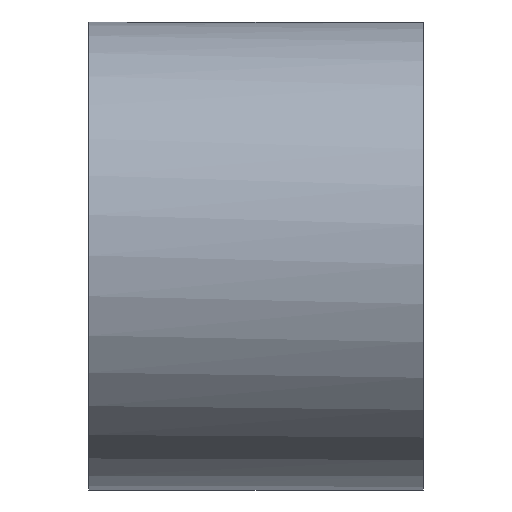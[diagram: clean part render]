
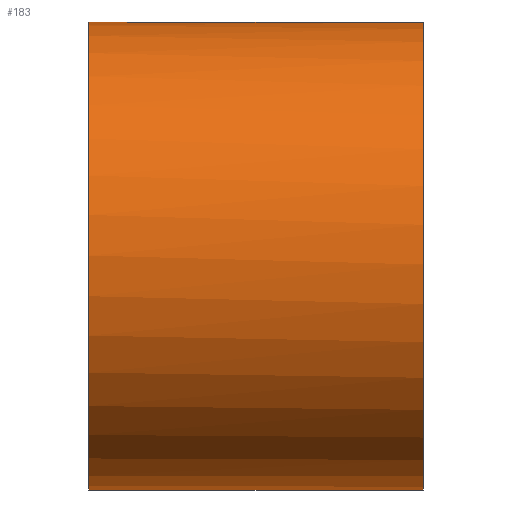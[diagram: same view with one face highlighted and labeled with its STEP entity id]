
A CAD part, top view. The second image highlights one B-rep face of the part: STEP entity #183.
In plain terms, the highlighted cylindrical face has radius 3.5 mm (diameter 7 mm), a full revolution.
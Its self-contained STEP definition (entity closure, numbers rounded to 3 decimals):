
#31=FACE_OUTER_BOUND('',#43,.T.);
#43=EDGE_LOOP('',(#162,#163,#164,#165,#166,#167,#168,#169));
#54=LINE('',#313,#68);
#57=LINE('',#318,#71);
#58=LINE('',#323,#72);
#68=VECTOR('',#258,10.);
#71=VECTOR('',#263,10.);
#72=VECTOR('',#270,3.5);
#75=CIRCLE('',#204,3.5);
#76=CIRCLE('',#205,3.5);
#81=CIRCLE('',#215,3.5);
#82=CIRCLE('',#217,3.5);
#89=VERTEX_POINT('',#292);
#90=VERTEX_POINT('',#294);
#91=VERTEX_POINT('',#296);
#96=VERTEX_POINT('',#312);
#97=VERTEX_POINT('',#316);
#98=VERTEX_POINT('',#322);
#107=EDGE_CURVE('',#89,#90,#75,.T.);
#108=EDGE_CURVE('',#90,#91,#76,.T.);
#116=EDGE_CURVE('',#96,#91,#54,.T.);
#119=EDGE_CURVE('',#89,#97,#57,.T.);
#120=EDGE_CURVE('',#97,#96,#81,.T.);
#121=EDGE_CURVE('',#90,#98,#58,.T.);
#122=EDGE_CURVE('',#98,#98,#82,.T.);
#162=ORIENTED_EDGE('',*,*,#119,.T.);
#163=ORIENTED_EDGE('',*,*,#120,.T.);
#164=ORIENTED_EDGE('',*,*,#116,.T.);
#165=ORIENTED_EDGE('',*,*,#108,.F.);
#166=ORIENTED_EDGE('',*,*,#121,.T.);
#167=ORIENTED_EDGE('',*,*,#122,.T.);
#168=ORIENTED_EDGE('',*,*,#121,.F.);
#169=ORIENTED_EDGE('',*,*,#107,.F.);
#174=CYLINDRICAL_SURFACE('',#216,3.5);
#183=ADVANCED_FACE('',(#31),#174,.T.);
#204=AXIS2_PLACEMENT_3D('',#295,#237,#238);
#205=AXIS2_PLACEMENT_3D('',#297,#239,#240);
#215=AXIS2_PLACEMENT_3D('',#320,#266,#267);
#216=AXIS2_PLACEMENT_3D('',#321,#268,#269);
#217=AXIS2_PLACEMENT_3D('',#324,#271,#272);
#237=DIRECTION('center_axis',(1.,0.,0.));
#238=DIRECTION('ref_axis',(0.,1.,0.));
#239=DIRECTION('center_axis',(1.,0.,0.));
#240=DIRECTION('ref_axis',(0.,1.,0.));
#258=DIRECTION('',(1.,0.,0.));
#263=DIRECTION('',(-1.,0.,0.));
#266=DIRECTION('center_axis',(-1.,0.,0.));
#267=DIRECTION('ref_axis',(0.,1.,0.));
#268=DIRECTION('center_axis',(1.,0.,0.));
#269=DIRECTION('ref_axis',(0.,1.,0.));
#270=DIRECTION('',(-1.,0.,0.));
#271=DIRECTION('center_axis',(1.,0.,0.));
#272=DIRECTION('ref_axis',(0.,1.,0.));
#292=CARTESIAN_POINT('',(33.5,8.5,14.301));
#294=CARTESIAN_POINT('',(33.5,2.5,16.75));
#295=CARTESIAN_POINT('Origin',(33.5,6.,16.75));
#296=CARTESIAN_POINT('',(33.5,3.5,14.301));
#297=CARTESIAN_POINT('Origin',(33.5,6.,16.75));
#312=CARTESIAN_POINT('',(32.,3.5,14.301));
#313=CARTESIAN_POINT('',(28.5,3.5,14.301));
#316=CARTESIAN_POINT('',(32.,8.5,14.301));
#318=CARTESIAN_POINT('',(28.5,8.5,14.301));
#320=CARTESIAN_POINT('Origin',(32.,6.,16.75));
#321=CARTESIAN_POINT('Origin',(28.5,6.,16.75));
#322=CARTESIAN_POINT('',(28.5,2.5,16.75));
#323=CARTESIAN_POINT('',(28.5,2.5,16.75));
#324=CARTESIAN_POINT('Origin',(28.5,6.,16.75));
